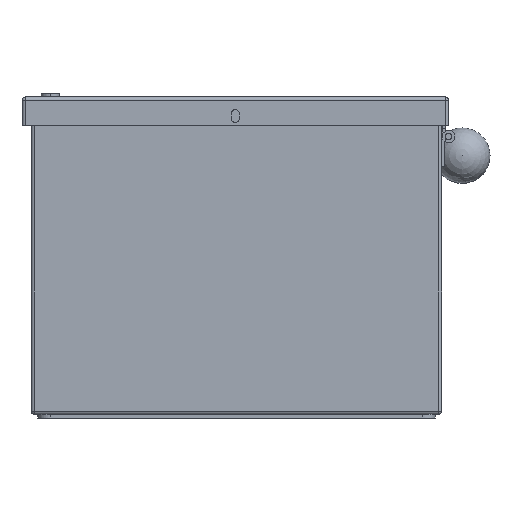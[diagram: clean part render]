
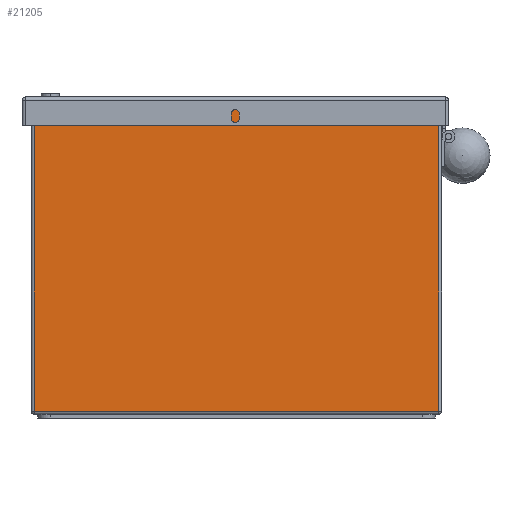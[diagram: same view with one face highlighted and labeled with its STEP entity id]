
A CAD part, left-side view. The second image highlights one B-rep face of the part: STEP entity #21205.
In plain terms, the highlighted planar face has unit normal (-1, 0, 0).
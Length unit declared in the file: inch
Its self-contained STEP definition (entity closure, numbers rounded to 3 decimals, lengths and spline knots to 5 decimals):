
#1617 = CARTESIAN_POINT ( 'NONE',  ( 0., 0.06, 5.94 ) ) ;
#1955 = ORIENTED_EDGE ( 'NONE', *, *, #8190, .F. ) ;
#3351 = LINE ( 'NONE', #20197, #38153 ) ;
#4312 = EDGE_CURVE ( 'NONE', #13040, #26701, #36395, .T. ) ;
#5128 = CARTESIAN_POINT ( 'NONE',  ( 0., 0.06, 0.06 ) ) ;
#5226 = AXIS2_PLACEMENT_3D ( 'NONE', #33625, #17346, #29167 ) ;
#7548 = CARTESIAN_POINT ( 'NONE',  ( 0., 0.06, 6. ) ) ;
#8190 = EDGE_CURVE ( 'NONE', #16937, #26701, #34064, .T. ) ;
#8761 = DIRECTION ( 'NONE',  ( 0., 1., 0. ) ) ;
#9386 = VECTOR ( 'NONE', #12023, 39.37008 ) ;
#9868 = CARTESIAN_POINT ( 'NONE',  ( 0., 7.94, 0.06 ) ) ;
#9999 = FACE_OUTER_BOUND ( 'NONE', #25748, .T. ) ;
#12023 = DIRECTION ( 'NONE',  ( 0., -1., 0. ) ) ;
#13040 = VERTEX_POINT ( 'NONE', #20300 ) ;
#13076 = LINE ( 'NONE', #21429, #23091 ) ;
#13480 = ORIENTED_EDGE ( 'NONE', *, *, #4312, .T. ) ;
#16937 = VERTEX_POINT ( 'NONE', #1617 ) ;
#17346 = DIRECTION ( 'NONE',  ( 1., 0., 0. ) ) ;
#18509 = DIRECTION ( 'NONE',  ( 0., 0., -1. ) ) ;
#19355 = DIRECTION ( 'NONE',  ( 0., 0., -1. ) ) ;
#20197 = CARTESIAN_POINT ( 'NONE',  ( 0., 7.94, 5.94 ) ) ;
#20300 = CARTESIAN_POINT ( 'NONE',  ( 0., 7.94, 0.06 ) ) ;
#21095 = ORIENTED_EDGE ( 'NONE', *, *, #25321, .T. ) ;
#21205 = ADVANCED_FACE ( 'NONE', ( #9999 ), #21834, .F. ) ;
#21429 = CARTESIAN_POINT ( 'NONE',  ( 0., 7.94, 6. ) ) ;
#21834 = PLANE ( 'NONE',  #5226 ) ;
#23091 = VECTOR ( 'NONE', #18509, 39.37008 ) ;
#23581 = EDGE_CURVE ( 'NONE', #35321, #13040, #13076, .T. ) ;
#25321 = EDGE_CURVE ( 'NONE', #16937, #35321, #3351, .T. ) ;
#25748 = EDGE_LOOP ( 'NONE', ( #1955, #21095, #28770, #13480 ) ) ;
#26701 = VERTEX_POINT ( 'NONE', #5128 ) ;
#28770 = ORIENTED_EDGE ( 'NONE', *, *, #23581, .T. ) ;
#29167 = DIRECTION ( 'NONE',  ( 0., 1., 0. ) ) ;
#33283 = CARTESIAN_POINT ( 'NONE',  ( 0., 7.94, 5.94 ) ) ;
#33625 = CARTESIAN_POINT ( 'NONE',  ( 0., 7.94, 6. ) ) ;
#34064 = LINE ( 'NONE', #7548, #36782 ) ;
#35321 = VERTEX_POINT ( 'NONE', #33283 ) ;
#36395 = LINE ( 'NONE', #9868, #9386 ) ;
#36782 = VECTOR ( 'NONE', #19355, 39.37008 ) ;
#38153 = VECTOR ( 'NONE', #8761, 39.37008 ) ;
